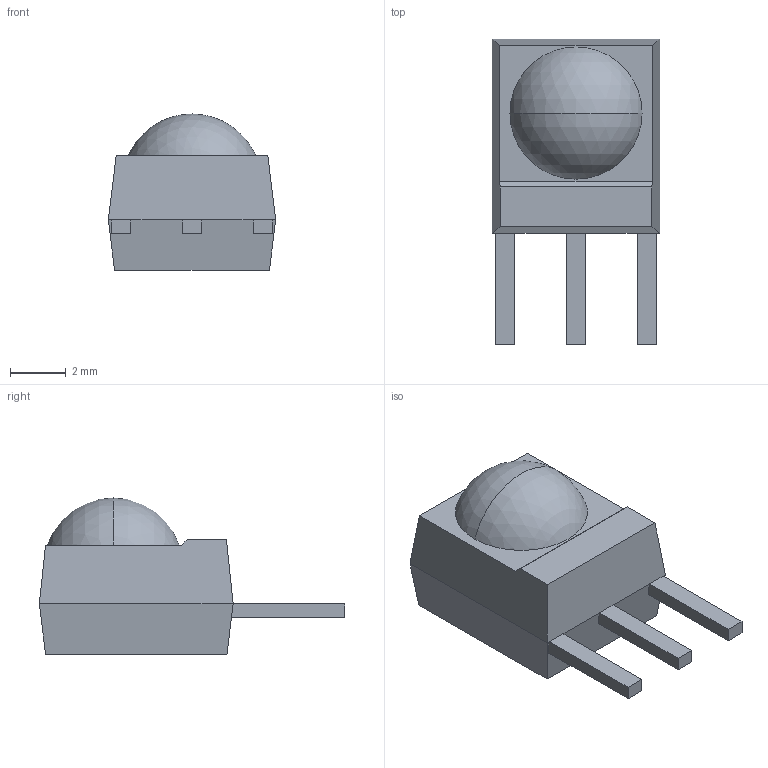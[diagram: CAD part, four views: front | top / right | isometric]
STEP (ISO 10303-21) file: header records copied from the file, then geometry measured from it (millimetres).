
FILE_DESCRIPTION (( 'STEP AP214' ), '1' );
FILE_NAME ('tsop.STEP', '2012-12-03T23:40:44', ( '' ), ( '' ), 'SwSTEP 2.0', 'SolidWorks 2011', '' );
FILE_SCHEMA (( 'AUTOMOTIVE_DESIGN' ));
Length unit declared in the file: millimetre
Products named in the file (1): tsop
Bounding box: 6 x 10.95 x 5.6 mm (x, y, z)
Volume: 174.7 mm3; surface area: 210 mm2
Topology: 1 solids, 1 shells, 29 faces, 69 edges, 43 vertices
Faces by surface type: plane 27, sphere 2
Entity records: 1014 total; most frequent: CARTESIAN_POINT 142, ORIENTED_EDGE 138, DIRECTION 133, EDGE_CURVE 69, LINE 65, VECTOR 65, VERTEX_POINT 43, AXIS2_PLACEMENT_3D 34
